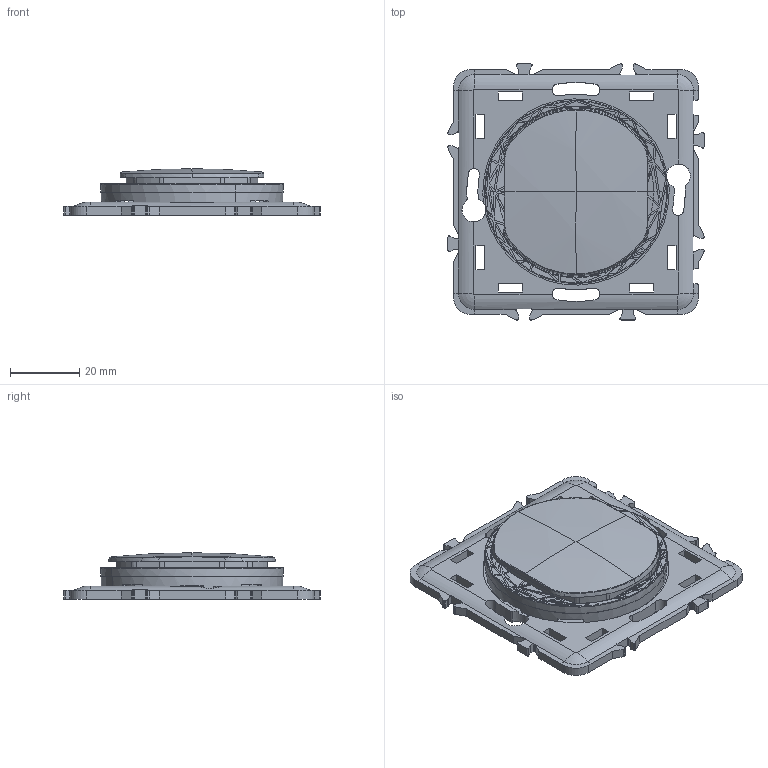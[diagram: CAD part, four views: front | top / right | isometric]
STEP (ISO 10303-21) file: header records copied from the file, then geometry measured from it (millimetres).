
FILE_DESCRIPTION(('CATIA V5 STEP Exchange','CAx-IF Rec.Pracs.--- Model Styling and Organization---1.5--- 2016-08-15','CAx-IF Rec.Pracs.---Supplemental Geometry---1.0---2011-11-01','CAx-IF Rec.Pracs.--- Composite Materials ---1.1---2010-07-15'),'2;1');
FILE_NAME('CB0420-S-ASS-2.stp','2023-07-11T15:08:43+00:00',('none'),('none'),'CATIA Version 5-6 Release 2020 SP6','CATIA V5 STEP AP214 v2','none');
FILE_SCHEMA(('AUTOMOTIVE_DESIGN { 1 0 10303 214 1 1 1 1 }'));
Products named in the file (1): CB0420 _AllCATPart
Bounding box: 74.1 x 74.1 x 13.46 mm (x, y, z)
Volume: 18902.3 mm3; surface area: 22411.8 mm2
Topology: 5 solids, 5 shells, 1179 faces, 3425 edges, 2257 vertices
Faces by surface type: plane 632, cylinder 219, bspline 204, cone 46, extrusion 44, revolution 26, torus 4, sphere 4
Entity records: 49751 total; most frequent: CARTESIAN_POINT 23230, ORIENTED_EDGE 6850, EDGE_CURVE 3425, DIRECTION 3277, VERTEX_POINT 2257, B_SPLINE_CURVE_WITH_KNOTS 1555, VECTOR 1542, LINE 1498
